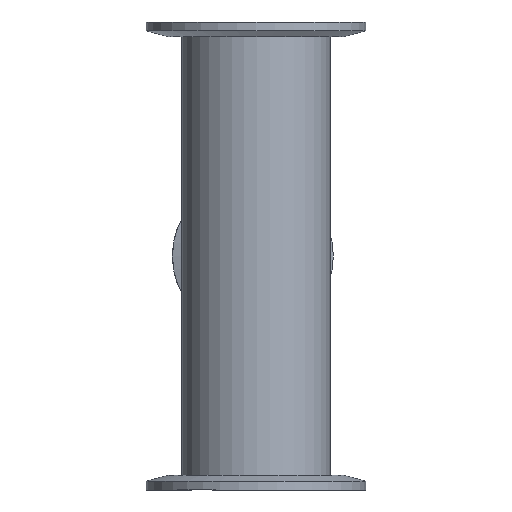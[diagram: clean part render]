
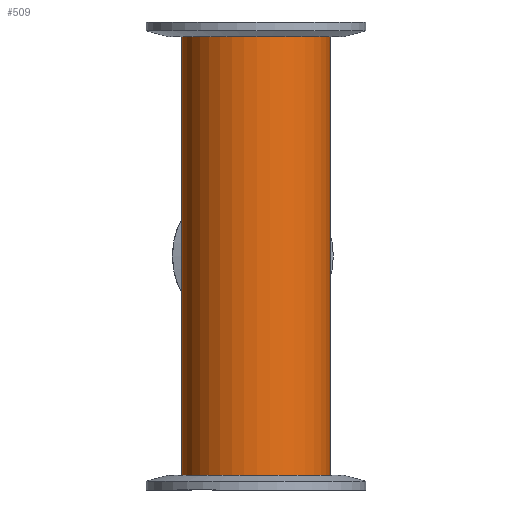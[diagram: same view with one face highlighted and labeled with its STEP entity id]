
A CAD part, left-side view. The second image highlights one B-rep face of the part: STEP entity #509.
In plain terms, the highlighted cylindrical face has radius 25.4 mm (diameter 50.8 mm), a full revolution.
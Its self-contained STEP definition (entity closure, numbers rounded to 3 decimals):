
#74=CIRCLE('',#629,25.4);
#75=CIRCLE('',#630,25.4);
#116=FACE_OUTER_BOUND('',#143,.T.);
#143=EDGE_LOOP('',(#370,#371,#372,#373,#374,#375,#376,#377,#378));
#183=LINE('',#1040,#200);
#184=LINE('',#1042,#201);
#200=VECTOR('',#720,25.4);
#201=VECTOR('',#721,25.4);
#214=B_SPLINE_CURVE_WITH_KNOTS('',3,(#881,#882,#883,#884,#885,#886,#887,
#888,#889,#890,#891,#892,#893,#894,#895,#896,#897,#898),.UNSPECIFIED.,.F.,
 .F.,(4,2,2,2,2,2,2,2,4),(3.038,3.413,3.789,
4.165,4.541,4.924,5.308,5.692,
6.076),.UNSPECIFIED.);
#215=B_SPLINE_CURVE_WITH_KNOTS('',3,(#900,#901,#902,#903,#904,#905,#906,
#907,#908,#909,#910,#911,#912,#913,#914,#915,#916,#917,#918,#919,#920,#921,
#922,#923,#924,#925,#926,#927,#928,#929,#930,#931,#932,#933,#934),
 .UNSPECIFIED.,.F.,.F.,(4,2,2,2,2,2,2,2,3,2,2,2,2,2,2,2,4),(9.113,
9.489,9.865,10.24,10.616,11.,
11.384,11.767,12.151,12.535,12.919,
13.302,13.686,14.062,14.437,14.813,
15.189),.UNSPECIFIED.);
#216=B_SPLINE_CURVE_WITH_KNOTS('',3,(#935,#936,#937,#938,#939,#940,#941,
#942,#943,#944,#945,#946,#947,#948,#949,#950,#951,#952),.UNSPECIFIED.,.F.,
 .F.,(4,2,2,2,2,2,2,2,4),(6.076,6.459,6.843,
7.227,7.611,7.986,8.362,8.738,
9.113),.UNSPECIFIED.);
#226=VERTEX_POINT('',#879);
#227=VERTEX_POINT('',#880);
#228=VERTEX_POINT('',#899);
#235=VERTEX_POINT('',#1038);
#236=VERTEX_POINT('',#1041);
#280=EDGE_CURVE('',#226,#227,#214,.T.);
#281=EDGE_CURVE('',#228,#226,#215,.T.);
#282=EDGE_CURVE('',#227,#228,#216,.T.);
#292=EDGE_CURVE('',#235,#235,#74,.T.);
#293=EDGE_CURVE('',#235,#226,#183,.T.);
#294=EDGE_CURVE('',#228,#236,#184,.T.);
#295=EDGE_CURVE('',#236,#236,#75,.T.);
#370=ORIENTED_EDGE('',*,*,#292,.F.);
#371=ORIENTED_EDGE('',*,*,#293,.T.);
#372=ORIENTED_EDGE('',*,*,#280,.T.);
#373=ORIENTED_EDGE('',*,*,#282,.T.);
#374=ORIENTED_EDGE('',*,*,#294,.T.);
#375=ORIENTED_EDGE('',*,*,#295,.F.);
#376=ORIENTED_EDGE('',*,*,#294,.F.);
#377=ORIENTED_EDGE('',*,*,#281,.T.);
#378=ORIENTED_EDGE('',*,*,#293,.F.);
#495=CYLINDRICAL_SURFACE('',#628,25.4);
#509=ADVANCED_FACE('',(#116),#495,.T.);
#628=AXIS2_PLACEMENT_3D('',#1037,#716,#717);
#629=AXIS2_PLACEMENT_3D('',#1039,#718,#719);
#630=AXIS2_PLACEMENT_3D('',#1043,#722,#723);
#716=DIRECTION('center_axis',(0.,0.,1.));
#717=DIRECTION('ref_axis',(-1.,0.,0.));
#718=DIRECTION('center_axis',(0.,0.,1.));
#719=DIRECTION('ref_axis',(-1.,0.,0.));
#720=DIRECTION('',(0.,0.,-1.));
#721=DIRECTION('',(0.,0.,-1.));
#722=DIRECTION('center_axis',(0.,0.,-1.));
#723=DIRECTION('ref_axis',(-1.,0.,0.));
#879=CARTESIAN_POINT('',(25.4,0.,95.25));
#880=CARTESIAN_POINT('',(16.801,19.05,76.2));
#881=CARTESIAN_POINT('Ctrl Pts',(25.4,0.,95.25));
#882=CARTESIAN_POINT('Ctrl Pts',(25.4,1.252,95.25));
#883=CARTESIAN_POINT('Ctrl Pts',(25.305,2.531,95.125));
#884=CARTESIAN_POINT('Ctrl Pts',(24.927,5.042,94.615));
#885=CARTESIAN_POINT('Ctrl Pts',(24.643,6.275,94.232));
#886=CARTESIAN_POINT('Ctrl Pts',(23.927,8.61,93.24));
#887=CARTESIAN_POINT('Ctrl Pts',(23.495,9.715,92.632));
#888=CARTESIAN_POINT('Ctrl Pts',(22.551,11.741,91.252));
#889=CARTESIAN_POINT('Ctrl Pts',(22.04,12.661,90.48));
#890=CARTESIAN_POINT('Ctrl Pts',(21.016,14.298,88.843));
#891=CARTESIAN_POINT('Ctrl Pts',(20.463,15.073,87.913));
#892=CARTESIAN_POINT('Ctrl Pts',(19.375,16.449,85.887));
#893=CARTESIAN_POINT('Ctrl Pts',(18.84,17.049,84.792));
#894=CARTESIAN_POINT('Ctrl Pts',(17.905,18.028,82.481));
#895=CARTESIAN_POINT('Ctrl Pts',(17.505,18.409,81.264));
#896=CARTESIAN_POINT('Ctrl Pts',(16.951,18.92,78.763));
#897=CARTESIAN_POINT('Ctrl Pts',(16.801,19.05,77.479));
#898=CARTESIAN_POINT('Ctrl Pts',(16.801,19.05,76.2));
#899=CARTESIAN_POINT('',(25.4,0.,57.15));
#900=CARTESIAN_POINT('Ctrl Pts',(25.4,0.,57.15));
#901=CARTESIAN_POINT('Ctrl Pts',(25.4,-1.252,57.15));
#902=CARTESIAN_POINT('Ctrl Pts',(25.305,-2.531,57.275));
#903=CARTESIAN_POINT('Ctrl Pts',(24.927,-5.042,57.785));
#904=CARTESIAN_POINT('Ctrl Pts',(24.643,-6.275,58.168));
#905=CARTESIAN_POINT('Ctrl Pts',(23.927,-8.61,59.16));
#906=CARTESIAN_POINT('Ctrl Pts',(23.495,-9.715,59.768));
#907=CARTESIAN_POINT('Ctrl Pts',(22.551,-11.741,61.148));
#908=CARTESIAN_POINT('Ctrl Pts',(22.04,-12.661,61.92));
#909=CARTESIAN_POINT('Ctrl Pts',(21.016,-14.298,63.557));
#910=CARTESIAN_POINT('Ctrl Pts',(20.463,-15.073,64.487));
#911=CARTESIAN_POINT('Ctrl Pts',(19.375,-16.449,66.513));
#912=CARTESIAN_POINT('Ctrl Pts',(18.84,-17.049,67.608));
#913=CARTESIAN_POINT('Ctrl Pts',(17.905,-18.028,69.919));
#914=CARTESIAN_POINT('Ctrl Pts',(17.505,-18.409,71.136));
#915=CARTESIAN_POINT('Ctrl Pts',(16.951,-18.92,73.637));
#916=CARTESIAN_POINT('Ctrl Pts',(16.801,-19.05,74.921));
#917=CARTESIAN_POINT('Ctrl Pts',(16.801,-19.05,76.2));
#918=CARTESIAN_POINT('Ctrl Pts',(16.801,-19.05,77.479));
#919=CARTESIAN_POINT('Ctrl Pts',(16.951,-18.92,78.763));
#920=CARTESIAN_POINT('Ctrl Pts',(17.505,-18.409,81.264));
#921=CARTESIAN_POINT('Ctrl Pts',(17.905,-18.028,82.481));
#922=CARTESIAN_POINT('Ctrl Pts',(18.84,-17.049,84.792));
#923=CARTESIAN_POINT('Ctrl Pts',(19.375,-16.449,85.887));
#924=CARTESIAN_POINT('Ctrl Pts',(20.463,-15.073,87.913));
#925=CARTESIAN_POINT('Ctrl Pts',(21.016,-14.298,88.843));
#926=CARTESIAN_POINT('Ctrl Pts',(22.04,-12.661,90.48));
#927=CARTESIAN_POINT('Ctrl Pts',(22.551,-11.741,91.252));
#928=CARTESIAN_POINT('Ctrl Pts',(23.495,-9.715,92.632));
#929=CARTESIAN_POINT('Ctrl Pts',(23.927,-8.61,93.24));
#930=CARTESIAN_POINT('Ctrl Pts',(24.643,-6.275,94.232));
#931=CARTESIAN_POINT('Ctrl Pts',(24.927,-5.042,94.615));
#932=CARTESIAN_POINT('Ctrl Pts',(25.305,-2.531,95.125));
#933=CARTESIAN_POINT('Ctrl Pts',(25.4,-1.252,95.25));
#934=CARTESIAN_POINT('Ctrl Pts',(25.4,0.,95.25));
#935=CARTESIAN_POINT('Ctrl Pts',(16.801,19.05,76.2));
#936=CARTESIAN_POINT('Ctrl Pts',(16.801,19.05,74.921));
#937=CARTESIAN_POINT('Ctrl Pts',(16.951,18.92,73.637));
#938=CARTESIAN_POINT('Ctrl Pts',(17.505,18.409,71.136));
#939=CARTESIAN_POINT('Ctrl Pts',(17.905,18.028,69.919));
#940=CARTESIAN_POINT('Ctrl Pts',(18.84,17.049,67.608));
#941=CARTESIAN_POINT('Ctrl Pts',(19.375,16.449,66.513));
#942=CARTESIAN_POINT('Ctrl Pts',(20.463,15.073,64.487));
#943=CARTESIAN_POINT('Ctrl Pts',(21.016,14.298,63.557));
#944=CARTESIAN_POINT('Ctrl Pts',(22.04,12.661,61.92));
#945=CARTESIAN_POINT('Ctrl Pts',(22.551,11.741,61.148));
#946=CARTESIAN_POINT('Ctrl Pts',(23.495,9.715,59.768));
#947=CARTESIAN_POINT('Ctrl Pts',(23.927,8.61,59.16));
#948=CARTESIAN_POINT('Ctrl Pts',(24.643,6.275,58.168));
#949=CARTESIAN_POINT('Ctrl Pts',(24.927,5.042,57.785));
#950=CARTESIAN_POINT('Ctrl Pts',(25.305,2.531,57.275));
#951=CARTESIAN_POINT('Ctrl Pts',(25.4,1.252,57.15));
#952=CARTESIAN_POINT('Ctrl Pts',(25.4,0.,57.15));
#1037=CARTESIAN_POINT('Origin',(0.,0.,0.));
#1038=CARTESIAN_POINT('',(25.4,0.,152.4));
#1039=CARTESIAN_POINT('Origin',(0.,0.,152.4));
#1040=CARTESIAN_POINT('',(25.4,0.,0.));
#1041=CARTESIAN_POINT('',(25.4,0.,0.));
#1042=CARTESIAN_POINT('',(25.4,0.,0.));
#1043=CARTESIAN_POINT('Origin',(0.,0.,0.));
